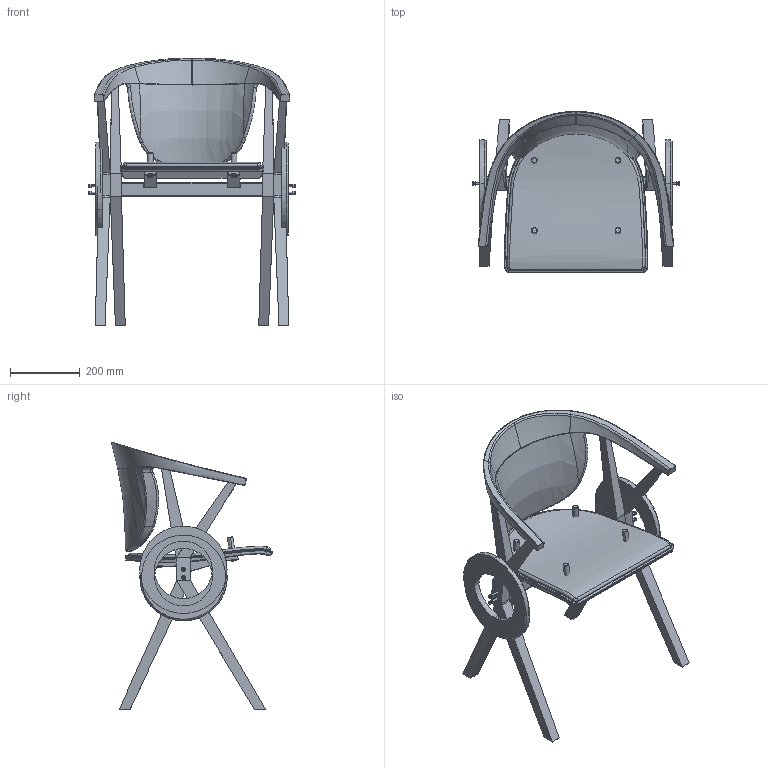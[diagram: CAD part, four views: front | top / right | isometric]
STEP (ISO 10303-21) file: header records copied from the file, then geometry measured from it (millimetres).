
FILE_DESCRIPTION (( 'STEP AP203' ), '1' );
FILE_NAME ('B CHAIR.STEP', '2022-03-08T10:31:31', ( '' ), ( '' ), 'SwSTEP 2.0', 'SolidWorks 2021', '' );
FILE_SCHEMA (( 'CONFIG_CONTROL_DESIGN' ));
Length unit declared in the file: millimetre
Products named in the file (20): PN-385-01.2-F010911-ASIENTO PARA TAPIZAR EN CUERO-WEB; plain washer grade a_din_PreviewCfg; PN-385-02-03.1-F220611-PATA INTERIOR IZQUIERDA-WEB; spring lock washer 2_din_PreviewCfg; PN-385-02-01-F210610-RESPALDO-WEB; PN-385-03-02.1-F070711-CONTERA PATIN 4mm-WEB; CASQUILLO T ISC REF. 00300200639 -WEB; PN-385-01-F090610-ASIENTO-WEB; PN-385-03-02-F040811-PATIN IZQUIERDO-WEB; Pieza3^PN-385-04-F220611-B CAHIR-WEB; SimetríaPN-385-02-03.1-F220611-PATA INTERIOR IZQUIERDA-WEB; PN-385-03-03-F190210-EJE-WEB; PN-385-03-02-F040811-PATIN DERECHO-WEB; SimetríaPN-385-02-02.1-F220611-PATA EXTERIOR IZQUIERDA-WEB; PN-385-02-02.1-F220611-PATA EXTERIOR IZQUIERDA-WEB; socket countersunk head screw_din_DIN 7991 - M6 x 12 --- 5.7N; socket head cap screw_din_PreviewCfg; socket button head screw_iso_PreviewCfg; PN-385-03-01.1-F220611-CUERPO TRAVESAÑO-WEB; B CHAIR
Assembly tree (37 placements, depth 2):
  B CHAIR
    PN-385-02-02.1-F220611-PATA EXTERIOR IZQUIERDA-WEB
    PN-385-02-01-F210610-RESPALDO-WEB
    PN-385-02-03.1-F220611-PATA INTERIOR IZQUIERDA-WEB
    PN-385-01-F090610-ASIENTO-WEB
    SimetríaPN-385-02-02.1-F220611-PATA EXTERIOR IZQUIERDA-WEB
    SimetríaPN-385-02-03.1-F220611-PATA INTERIOR IZQUIERDA-WEB
    socket head cap screw_din_PreviewCfg  x4
    PN-385-03-01.1-F220611-CUERPO TRAVESAÑO-WEB
    plain washer grade a_din_PreviewCfg  x4
    spring lock washer 2_din_PreviewCfg  x4
    socket button head screw_iso_PreviewCfg  x4
    PN-385-03-03-F190210-EJE-WEB  x2
    CASQUILLO T ISC REF. 00300200639 -WEB  x4
    PN-385-03-02.1-F070711-CONTERA PATIN 4mm-WEB  x2
    socket countersunk head screw_din_DIN 7991 - M6 x 12 --- 5.7N  x2
    PN-385-03-02-F040811-PATIN IZQUIERDO-WEB
    PN-385-03-02-F040811-PATIN DERECHO-WEB
    PN-385-01.2-F010911-ASIENTO PARA TAPIZAR EN CUERO-WEB
    Pieza3^PN-385-04-F220611-B CAHIR-WEB
Bounding box: 590 x 461.1 x 767.03 mm (x, y, z)
Volume: 9324217 mm3; surface area: 1875564.9 mm2
Topology: 50 solids, 51 shells, 1111 faces, 2589 edges, 1574 vertices
Faces by surface type: plane 383, cylinder 280, bspline 248, torus 90, cone 76, sphere 34
Entity records: 124114 total; most frequent: CARTESIAN_POINT 104305, ORIENTED_EDGE 3848, DIRECTION 3170, EDGE_CURVE 1932, AXIS2_PLACEMENT_3D 1196, VERTEX_POINT 1191, EDGE_LOOP 867, FACE_OUTER_BOUND 817
